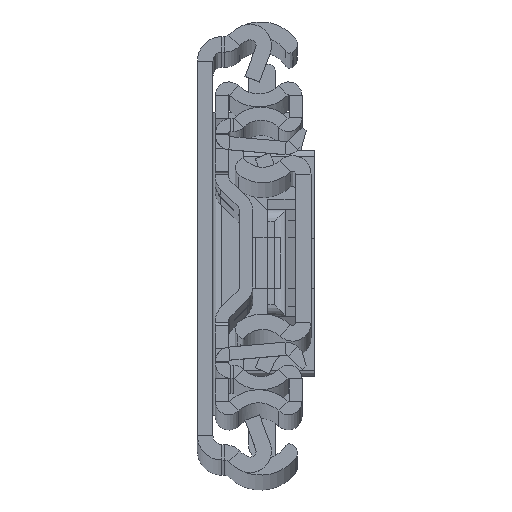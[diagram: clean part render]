
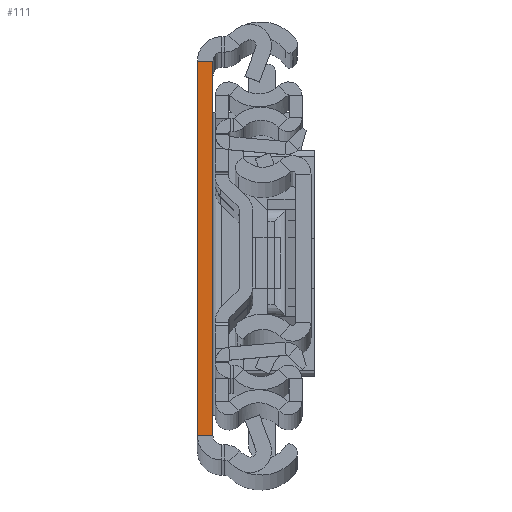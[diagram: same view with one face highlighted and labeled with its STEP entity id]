
A CAD part, top view. The second image highlights one B-rep face of the part: STEP entity #111.
In plain terms, the highlighted planar face has unit normal (0, 0, 1).
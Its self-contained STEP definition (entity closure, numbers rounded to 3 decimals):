
#111 = ADVANCED_FACE ( 'NONE', ( #16837 ), #7464, .F. ) ;
#744 = CARTESIAN_POINT ( 'NONE',  ( 2.6, -31.5, 0. ) ) ;
#810 = DIRECTION ( 'NONE',  ( 0., 1., 0. ) ) ;
#1278 = EDGE_CURVE ( 'NONE', #6904, #7748, #1811, .T. ) ;
#1329 = VECTOR ( 'NONE', #810, 1000. ) ;
#1811 = LINE ( 'NONE', #1992, #5568 ) ;
#1992 = CARTESIAN_POINT ( 'NONE',  ( 2.6, 31.5, 0. ) ) ;
#2100 = LINE ( 'NONE', #744, #15604 ) ;
#3293 = CARTESIAN_POINT ( 'NONE',  ( 0., -31.5, 0. ) ) ;
#3859 = VERTEX_POINT ( 'NONE', #16886 ) ;
#5183 = EDGE_CURVE ( 'NONE', #3859, #7748, #9365, .T. ) ;
#5418 = ORIENTED_EDGE ( 'NONE', *, *, #15145, .T. ) ;
#5511 = ORIENTED_EDGE ( 'NONE', *, *, #1278, .F. ) ;
#5568 = VECTOR ( 'NONE', #12937, 1000. ) ;
#6113 = ORIENTED_EDGE ( 'NONE', *, *, #5183, .T. ) ;
#6712 = AXIS2_PLACEMENT_3D ( 'NONE', #9907, #13002, #15466 ) ;
#6904 = VERTEX_POINT ( 'NONE', #15428 ) ;
#7464 = PLANE ( 'NONE',  #6712 ) ;
#7687 = DIRECTION ( 'NONE',  ( 1., 0., 0. ) ) ;
#7748 = VERTEX_POINT ( 'NONE', #17189 ) ;
#7844 = CARTESIAN_POINT ( 'NONE',  ( 2.6, -31.5, 0. ) ) ;
#8286 = CARTESIAN_POINT ( 'NONE',  ( 0., -31.5, 0. ) ) ;
#9365 = LINE ( 'NONE', #7844, #1329 ) ;
#9907 = CARTESIAN_POINT ( 'NONE',  ( 2.6, -31.5, 0. ) ) ;
#10589 = EDGE_CURVE ( 'NONE', #13865, #6904, #15859, .T. ) ;
#10940 = VECTOR ( 'NONE', #16957, 1000. ) ;
#10986 = EDGE_LOOP ( 'NONE', ( #5511, #15403, #5418, #6113 ) ) ;
#12937 = DIRECTION ( 'NONE',  ( 1., 0., 0. ) ) ;
#13002 = DIRECTION ( 'NONE',  ( 0., 0., -1. ) ) ;
#13865 = VERTEX_POINT ( 'NONE', #8286 ) ;
#15145 = EDGE_CURVE ( 'NONE', #13865, #3859, #2100, .T. ) ;
#15403 = ORIENTED_EDGE ( 'NONE', *, *, #10589, .F. ) ;
#15428 = CARTESIAN_POINT ( 'NONE',  ( 0., 31.5, 0. ) ) ;
#15466 = DIRECTION ( 'NONE',  ( 0., 1., 0. ) ) ;
#15604 = VECTOR ( 'NONE', #7687, 1000. ) ;
#15859 = LINE ( 'NONE', #3293, #10940 ) ;
#16837 = FACE_OUTER_BOUND ( 'NONE', #10986, .T. ) ;
#16886 = CARTESIAN_POINT ( 'NONE',  ( 2.6, -31.5, 0. ) ) ;
#16957 = DIRECTION ( 'NONE',  ( 0., 1., 0. ) ) ;
#17189 = CARTESIAN_POINT ( 'NONE',  ( 2.6, 31.5, 0. ) ) ;
